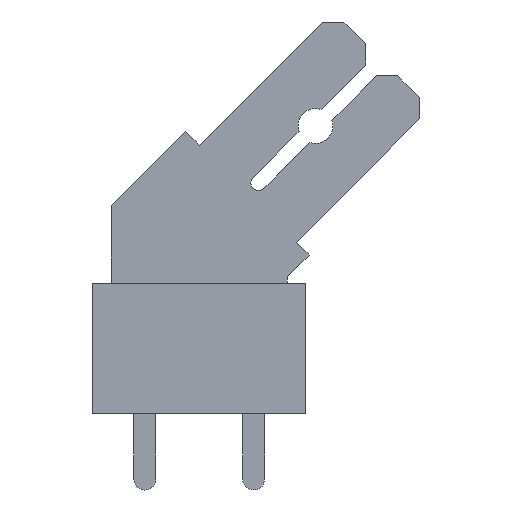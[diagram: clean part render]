
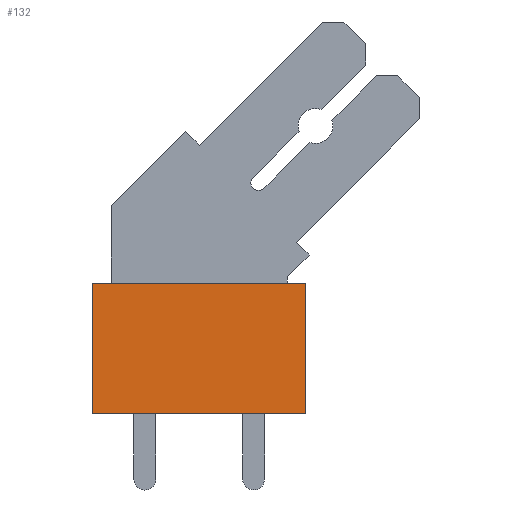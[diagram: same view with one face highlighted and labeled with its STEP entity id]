
A CAD part, left-side view. The second image highlights one B-rep face of the part: STEP entity #132.
In plain terms, the highlighted planar face has unit normal (-1, 0, 0).
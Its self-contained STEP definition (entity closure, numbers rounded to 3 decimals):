
#114=AXIS2_PLACEMENT_3D('Plane Axis2P3D',#111,#112,#113) ;
#49=CARTESIAN_POINT('Vertex',(0.,15.012,3.5)) ;
#52=CARTESIAN_POINT('Line Origine',(0.,15.012,6.5)) ;
#56=CARTESIAN_POINT('Vertex',(0.,15.012,9.5)) ;
#89=CARTESIAN_POINT('Vertex',(0.,5.212,9.5)) ;
#92=CARTESIAN_POINT('Line Origine',(0.,5.212,6.5)) ;
#96=CARTESIAN_POINT('Vertex',(0.,5.212,3.5)) ;
#111=CARTESIAN_POINT('Axis2P3D Location',(0.,0.,0.)) ;
#116=CARTESIAN_POINT('Line Origine',(0.,10.112,9.5)) ;
#121=CARTESIAN_POINT('Line Origine',(0.,10.112,3.5)) ;
#53=DIRECTION('Vector Direction',(0.,0.,1.)) ;
#93=DIRECTION('Vector Direction',(0.,0.,-1.)) ;
#112=DIRECTION('Axis2P3D Direction',(-1.,0.,0.)) ;
#113=DIRECTION('Axis2P3D XDirection',(0.,0.,1.)) ;
#117=DIRECTION('Vector Direction',(0.,-1.,0.)) ;
#122=DIRECTION('Vector Direction',(0.,1.,0.)) ;
#54=VECTOR('Line Direction',#53,1.) ;
#94=VECTOR('Line Direction',#93,1.) ;
#118=VECTOR('Line Direction',#117,1.) ;
#123=VECTOR('Line Direction',#122,1.) ;
#127=ORIENTED_EDGE('',*,*,#120,.T.) ;
#128=ORIENTED_EDGE('',*,*,#58,.T.) ;
#129=ORIENTED_EDGE('',*,*,#125,.T.) ;
#130=ORIENTED_EDGE('',*,*,#98,.T.) ;
#132=ADVANCED_FACE('_PCF 10.00/09/135 3.5 OR 9512160000',(#131),#115,.T.) ;
#58=EDGE_CURVE('',#57,#50,#55,.F.) ;
#98=EDGE_CURVE('',#97,#90,#95,.F.) ;
#120=EDGE_CURVE('',#90,#57,#119,.F.) ;
#125=EDGE_CURVE('',#50,#97,#124,.F.) ;
#126=EDGE_LOOP('',(#127,#128,#129,#130)) ;
#131=FACE_OUTER_BOUND('',#126,.T.) ;
#55=LINE('Line',#52,#54) ;
#95=LINE('Line',#92,#94) ;
#119=LINE('Line',#116,#118) ;
#124=LINE('Line',#121,#123) ;
#115=PLANE('',#114) ;
#50=VERTEX_POINT('',#49) ;
#57=VERTEX_POINT('',#56) ;
#90=VERTEX_POINT('',#89) ;
#97=VERTEX_POINT('',#96) ;
